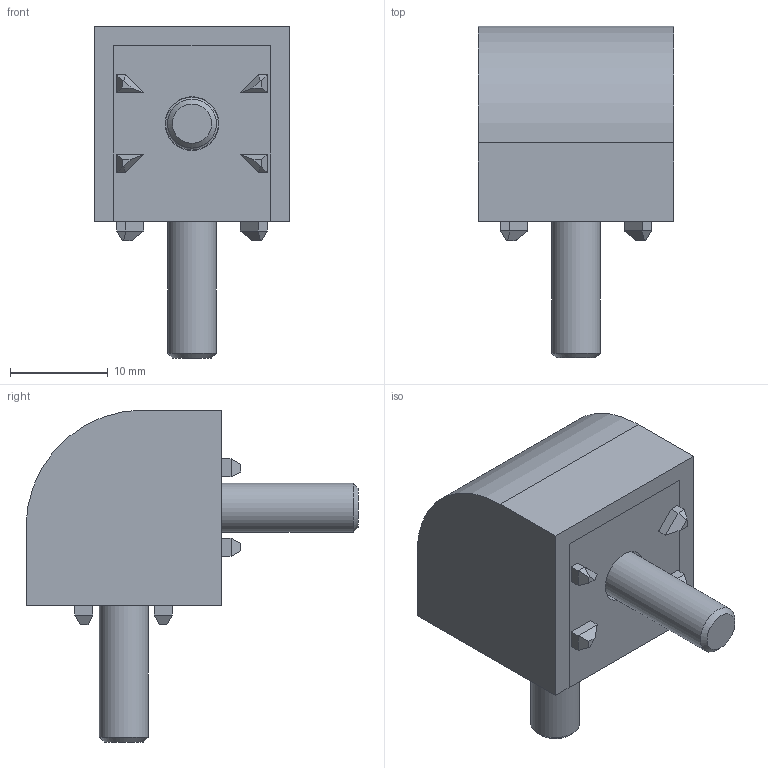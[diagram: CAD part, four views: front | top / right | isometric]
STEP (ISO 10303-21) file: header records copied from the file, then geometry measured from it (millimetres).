
FILE_DESCRIPTION( ( 'STEP AP214' ), '1' );
FILE_NAME( 'HBLCS5-B.stp', '2020-02-07T09:58:39', ( '' ), ( '' ), ' ', 'PARTsolutions', ' ' );
FILE_SCHEMA( ( 'AUTOMOTIVE_DESIGN { 1 0 10303 214 1 1 1 1 }' ) );
Length unit declared in the file: millimetre
Products named in the file (4): HBLCS5-B; _HBLCS5-B_bracket; _HBLCS5-B_cap; _CBS5-16
Assembly tree (4 placements, depth 2):
  HBLCS5-B
    _HBLCS5-B_bracket
    _HBLCS5-B_cap
    _CBS5-16  x2
Bounding box: 20 x 34 x 34 mm (x, y, z)
Volume: 5440.6 mm3; surface area: 6007.4 mm2
Topology: 4 solids, 4 shells, 148 faces, 340 edges, 210 vertices
Faces by surface type: plane 130, cylinder 12, cone 4, torus 2
Full cylindrical faces by diameter (mm): 4 x2, 5 x2, 5.5 x2, 8.5 x2
Entity records: 4610 total; most frequent: CARTESIAN_POINT 606, DIRECTION 582, ORIENTED_EDGE 576, EDGE_CURVE 288, LINE 260, VECTOR 260, VERTEX_POINT 185, AXIS2_PLACEMENT_3D 161
